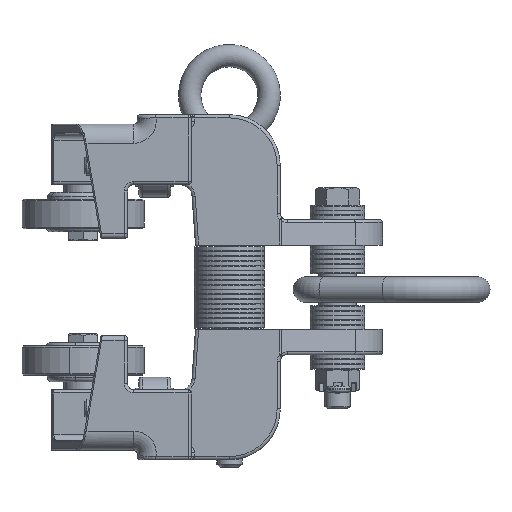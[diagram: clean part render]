
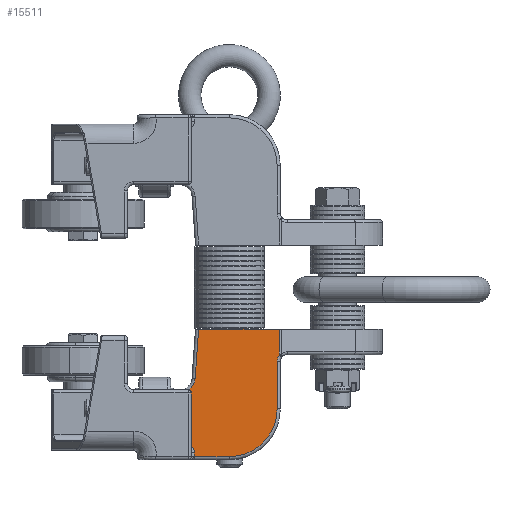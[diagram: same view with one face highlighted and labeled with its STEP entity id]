
A CAD part, left-side view. The second image highlights one B-rep face of the part: STEP entity #15511.
In plain terms, the highlighted face is planar.
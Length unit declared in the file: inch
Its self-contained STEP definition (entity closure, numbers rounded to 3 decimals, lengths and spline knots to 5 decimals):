
#13832=CARTESIAN_POINT('',(1.4375,-1.21875,0.4375));
#13833=VERTEX_POINT('',#13832);
#15331=CARTESIAN_POINT('',(1.4375,-1.14553,0.4375));
#15332=VERTEX_POINT('',#15331);
#15343=CARTESIAN_POINT('',(1.4375,-1.21875,0.4375));
#15344=DIRECTION('',(0.0,1.0,0.0));
#15345=VECTOR('',#15344,0.07322);
#15346=LINE('',#15343,#15345);
#15347=EDGE_CURVE('',#13833,#15332,#15346,.T.);
#15385=CARTESIAN_POINT('',(1.4375,-0.96875,0.5625));
#15386=VERTEX_POINT('',#15385);
#15387=CARTESIAN_POINT('',(1.4375,-1.14553,0.4375));
#15388=CARTESIAN_POINT('',(1.4375,-1.11556,0.4375));
#15389=CARTESIAN_POINT('',(1.4375,-1.05595,0.45776));
#15390=CARTESIAN_POINT('',(1.4375,-1.00367,0.51316));
#15391=CARTESIAN_POINT('',(1.4375,-0.97759,0.55001));
#15392=CARTESIAN_POINT('',(1.4375,-0.96887,0.56233));
#15393=CARTESIAN_POINT('',(1.4375,-0.96881,0.56241));
#15394=CARTESIAN_POINT('',(1.4375,-0.96875,0.5625));
#15395=B_SPLINE_CURVE_WITH_KNOTS('',3,(#15387,#15388,#15389,#15390,#15391,#15392,#15393,#15394),.UNSPECIFIED.,.F.,.U.,(4,1,1,2,4),(-0.57084,-0.3425,-0.11417,0.0,0.0008),.UNSPECIFIED.);
#15396=EDGE_CURVE('',#15332,#15386,#15395,.T.);
#15413=CARTESIAN_POINT('',(1.4375,1.28125,0.5));
#15414=DIRECTION('',(1.0,0.0,0.0));
#15415=DIRECTION('',(0.0,0.0,-1.0));
#15416=AXIS2_PLACEMENT_3D('',#15413,#15414,#15415);
#15417=PLANE('',#15416);
#15418=ORIENTED_EDGE('',*,*,#15396,.F.);
#15419=ORIENTED_EDGE('',*,*,#15347,.F.);
#15420=CARTESIAN_POINT('',(1.4375,-1.21875,-0.25));
#15421=VERTEX_POINT('',#15420);
#15422=CARTESIAN_POINT('',(1.4375,-1.21875,-0.25));
#15423=DIRECTION('',(0.0,0.0,1.0));
#15424=VECTOR('',#15423,0.6875);
#15425=LINE('',#15422,#15424);
#15426=EDGE_CURVE('',#15421,#13833,#15425,.T.);
#15427=ORIENTED_EDGE('',*,*,#15426,.F.);
#15428=CARTESIAN_POINT('',(1.4375,-0.28125,-1.1875));
#15429=VERTEX_POINT('',#15428);
#15430=CARTESIAN_POINT('',(1.4375,-0.28125,-0.25));
#15431=DIRECTION('',(-1.,0.0,0.0));
#15432=DIRECTION('',(0.0,-0.773,-0.635));
#15433=AXIS2_PLACEMENT_3D('',#15430,#15431,#15432);
#15434=CIRCLE('',#15433,0.9375);
#15435=EDGE_CURVE('',#15429,#15421,#15434,.T.);
#15436=ORIENTED_EDGE('',*,*,#15435,.F.);
#15437=CARTESIAN_POINT('',(1.4375,0.65625,-1.1875));
#15438=VERTEX_POINT('',#15437);
#15439=CARTESIAN_POINT('',(1.4375,0.65625,-1.1875));
#15440=DIRECTION('',(0.0,-1.0,0.0));
#15441=VECTOR('',#15440,0.9375);
#15442=LINE('',#15439,#15441);
#15443=EDGE_CURVE('',#15438,#15429,#15442,.T.);
#15444=ORIENTED_EDGE('',*,*,#15443,.F.);
#15445=CARTESIAN_POINT('',(1.4375,0.77625,-1.23093));
#15446=VERTEX_POINT('',#15445);
#15447=CARTESIAN_POINT('',(1.4375,0.65625,-1.375));
#15448=DIRECTION('',(1.0,0.0,0.0));
#15449=DIRECTION('',(0.0,0.0,1.0));
#15450=AXIS2_PLACEMENT_3D('',#15447,#15448,#15449);
#15451=CIRCLE('',#15450,0.1875);
#15452=EDGE_CURVE('',#15446,#15438,#15451,.T.);
#15453=ORIENTED_EDGE('',*,*,#15452,.F.);
#15454=CARTESIAN_POINT('',(1.4375,1.28125,-1.23093));
#15455=VERTEX_POINT('',#15454);
#15456=CARTESIAN_POINT('',(1.4375,1.28125,-1.23093));
#15457=DIRECTION('',(0.0,-1.0,0.0));
#15458=VECTOR('',#15457,0.505);
#15459=LINE('',#15456,#15458);
#15460=EDGE_CURVE('',#15455,#15446,#15459,.T.);
#15461=ORIENTED_EDGE('',*,*,#15460,.F.);
#15462=CARTESIAN_POINT('',(1.4375,1.28125,0.35431));
#15463=VERTEX_POINT('',#15462);
#15464=CARTESIAN_POINT('',(1.4375,1.28125,0.35431));
#15465=DIRECTION('',(0.0,0.0,-1.0));
#15466=VECTOR('',#15465,1.58524);
#15467=LINE('',#15464,#15466);
#15468=EDGE_CURVE('',#15463,#15455,#15467,.T.);
#15469=ORIENTED_EDGE('',*,*,#15468,.F.);
#15470=CARTESIAN_POINT('',(1.4375,0.32195,0.42139));
#15471=VERTEX_POINT('',#15470);
#15472=CARTESIAN_POINT('',(1.4375,0.32195,0.42139));
#15473=DIRECTION('',(0.0,0.998,-0.07));
#15474=VECTOR('',#15473,0.96164);
#15475=LINE('',#15472,#15474);
#15476=EDGE_CURVE('',#15471,#15463,#15475,.T.);
#15477=ORIENTED_EDGE('',*,*,#15476,.F.);
#15478=CARTESIAN_POINT('',(1.4375,0.03125,0.73313));
#15479=VERTEX_POINT('',#15478);
#15480=CARTESIAN_POINT('',(1.4375,0.34375,0.73313));
#15481=DIRECTION('',(1.,0.0,0.0));
#15482=DIRECTION('',(0.0,-0.731,-0.682));
#15483=AXIS2_PLACEMENT_3D('',#15480,#15481,#15482);
#15484=CIRCLE('',#15483,0.3125);
#15485=EDGE_CURVE('',#15479,#15471,#15484,.T.);
#15486=ORIENTED_EDGE('',*,*,#15485,.F.);
#15487=CARTESIAN_POINT('',(1.4375,0.03125,1.4375));
#15488=VERTEX_POINT('',#15487);
#15489=CARTESIAN_POINT('',(1.4375,0.03125,1.4375));
#15490=DIRECTION('',(0.0,0.0,-1.0));
#15491=VECTOR('',#15490,0.70437);
#15492=LINE('',#15489,#15491);
#15493=EDGE_CURVE('',#15488,#15479,#15492,.T.);
#15494=ORIENTED_EDGE('',*,*,#15493,.F.);
#15495=CARTESIAN_POINT('',(1.4375,-0.96875,1.4375));
#15496=VERTEX_POINT('',#15495);
#15497=CARTESIAN_POINT('',(1.4375,-0.96875,1.4375));
#15498=DIRECTION('',(0.0,1.0,0.0));
#15499=VECTOR('',#15498,1.);
#15500=LINE('',#15497,#15499);
#15501=EDGE_CURVE('',#15496,#15488,#15500,.T.);
#15502=ORIENTED_EDGE('',*,*,#15501,.F.);
#15503=CARTESIAN_POINT('',(1.4375,-0.96875,0.5625));
#15504=DIRECTION('',(0.0,0.0,1.0));
#15505=VECTOR('',#15504,0.875);
#15506=LINE('',#15503,#15505);
#15507=EDGE_CURVE('',#15386,#15496,#15506,.T.);
#15508=ORIENTED_EDGE('',*,*,#15507,.F.);
#15509=EDGE_LOOP('',(#15418,#15419,#15427,#15436,#15444,#15453,#15461,#15469,#15477,#15486,#15494,#15502,#15508));
#15510=FACE_OUTER_BOUND('',#15509,.T.);
#15511=ADVANCED_FACE('',(#15510),#15417,.T.);
